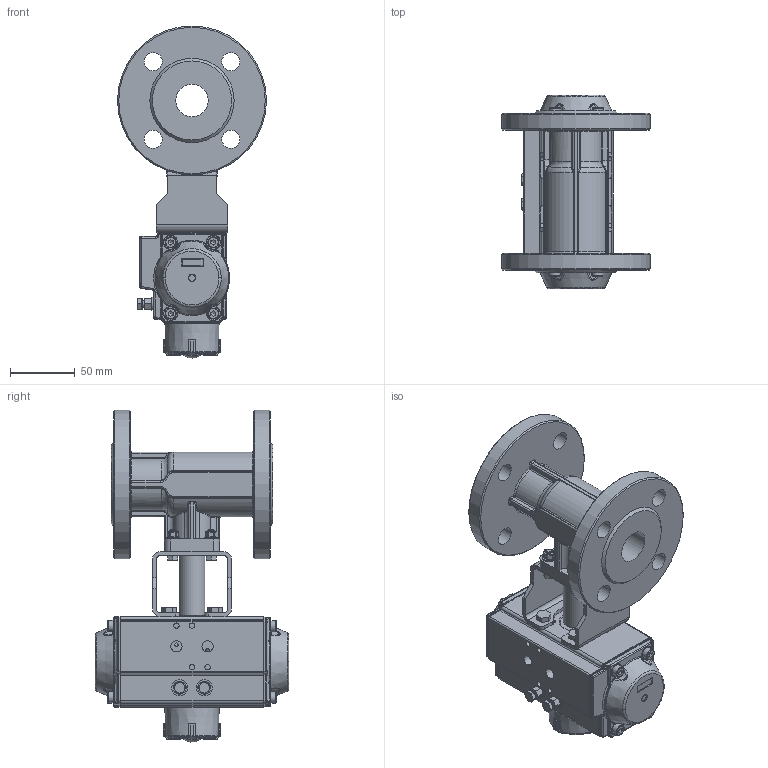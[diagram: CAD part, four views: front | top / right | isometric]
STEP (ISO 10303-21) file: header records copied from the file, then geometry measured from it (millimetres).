
FILE_DESCRIPTION(/* description */ ('Unknown'),/* implementation_level */ '2;1');
FILE_NAME(/* name */ 'PD020909-06',/* time_stamp */ '2025-02-06T09:14:07+01:00',/* author */ ('Unknown'),/* organization */ ('Unknown'),/* preprocessor_version */ 'ST-DEVELOPER v19.4',/* originating_system */ 'Solid Edge',/* authorisation */ 'Unknown');
FILE_SCHEMA (('AUTOMOTIVE_DESIGN {1 0 10303 214 3 1 1}'));
Products named in the file (22): PD020909-06; 49899006_Brücke F05-F04 Höhe 50; 4.150_160.025; 49860105_Spindeladapter Edelstahl_SW11x11x12, Tasche SW9x9x13_BL.62,5
_ø20; PD02_PE01; vt50-2016-06-25; hex bolt gradeab_din_ISO 4014 - M5 x 25 x 16-N; huosai50; vt50-2016-06-25 _______MIR; zhou50; VTE50____; plain washers-n series-grade a gb_GB_FASTENER_WASHER_PWNA 5; hex nut gradec_din_Hexagon Nut ISO 4034 - M5 - N; Optische Anzeige; ______; ________(___________; cup head nib bolts with large head gb_GB_FASTENER_BOLT_CHNBW M6X25-N; socket head cap screw_din_DIN 912 M5 x 16 --- 16N; DIN558 M5x20; DIN558_M_6x16.1.3; DIN125-5_3.1.3; DIN934_M5
Assembly tree (47 placements, depth 4):
  PD020909-06
    49899006_Brücke F05-F04 Höhe 50
    4.150_160.025
    49860105_Spindeladapter Edelstahl_SW11x11x12, Tasche SW9x9x13_BL.62,5
_ø20
    PD02_PE01
      vt50-2016-06-25
      hex bolt gradeab_din_ISO 4014 - M5 x 25 x 16-N  x2
      huosai50  x2
      vt50-2016-06-25 _______MIR
      zhou50
      VTE50____
      plain washers-n series-grade a gb_GB_FASTENER_WASHER_PWNA 5  x2
      hex nut gradec_din_Hexagon Nut ISO 4034 - M5 - N  x2
      Optische Anzeige
        ______
        ________(___________  x4
        cup head nib bolts with large head gb_GB_FASTENER_BOLT_CHNBW M6X25-N
      socket head cap screw_din_DIN 912 M5 x 16 --- 16N  x8
    DIN558 M5x20  x4
    DIN558_M_6x16.1.3  x4
    DIN125-5_3.1.3  x4
    DIN934_M5  x4
Bounding box: 115 x 149.4 x 256.31 mm (x, y, z)
Volume: 844009.6 mm3; surface area: 251763.5 mm2
Topology: 45 solids, 45 shells, 3123 faces, 7687 edges, 4758 vertices
Faces by surface type: plane 1135, cylinder 886, bspline 449, torus 338, cone 268, sphere 47
Full cylindrical faces by diameter (mm): 2.5 x2, 3 x16, 3.3 x8, 4.134 x26, 4.2 x2, 4.66 x1, 4.917 x7, 5 x16, 5.3 x6, 5.5 x5, 6 x9, 6.2 x1, 7 x4, 8 x2, 8.5 x8, 8.566 x2, 10 x8, 11 x1, 11.4 x1, 12 x2, 12.5 x2, 12.9 x1, 13 x12, 13.5 x2, 14 x13, 16.5 x2, 20 x1, 21.2 x1, 21.4 x1, 22.5 x1
Entity records: 80345 total; most frequent: CARTESIAN_POINT 28890, ORIENTED_EDGE 10220, DIRECTION 9358, EDGE_CURVE 5110, AXIS2_PLACEMENT_3D 3637, VERTEX_POINT 3374, FACE_BOUND 2762, EDGE_LOOP 2736
